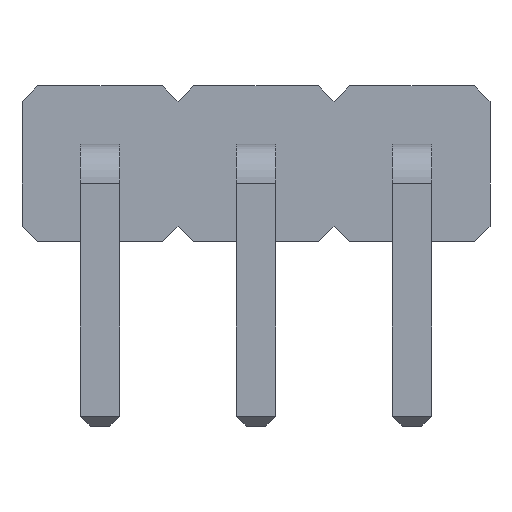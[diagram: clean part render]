
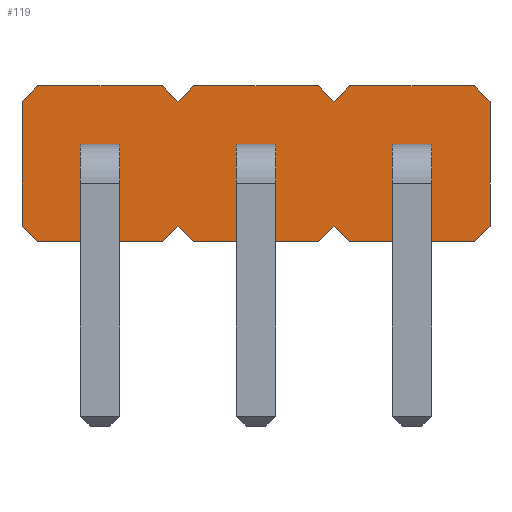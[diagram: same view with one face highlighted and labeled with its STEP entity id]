
A CAD part, left-side view. The second image highlights one B-rep face of the part: STEP entity #119.
In plain terms, the highlighted planar face has unit normal (-1, 0, 0).
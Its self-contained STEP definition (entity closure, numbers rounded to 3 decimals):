
#22 = VERTEX_POINT('',#23);
#23 = CARTESIAN_POINT('',(1.5,1.27,0.254));
#40 = VERTEX_POINT('',#41);
#41 = CARTESIAN_POINT('',(1.5,1.016,0.));
#47 = EDGE_CURVE('',#22,#40,#48,.T.);
#48 = LINE('',#49,#50);
#49 = CARTESIAN_POINT('',(1.5,1.27,0.254));
#50 = VECTOR('',#51,1.);
#51 = DIRECTION('',(0.,-0.707,-0.707));
#62 = VERTEX_POINT('',#63);
#63 = CARTESIAN_POINT('',(1.5,1.27,2.286));
#78 = EDGE_CURVE('',#62,#22,#79,.T.);
#79 = LINE('',#80,#81);
#80 = CARTESIAN_POINT('',(1.5,1.27,2.286));
#81 = VECTOR('',#82,1.);
#82 = DIRECTION('',(0.,0.,-1.));
#102 = VERTEX_POINT('',#103);
#103 = CARTESIAN_POINT('',(1.5,-1.016,0.));
#109 = EDGE_CURVE('',#40,#102,#110,.T.);
#110 = LINE('',#111,#112);
#111 = CARTESIAN_POINT('',(1.5,1.016,0.));
#112 = VECTOR('',#113,1.);
#113 = DIRECTION('',(0.,-1.,0.));
#119 = ADVANCED_FACE('',(#120,#259,#293,#327),#361,.F.);
#120 = FACE_BOUND('',#121,.F.);
#121 = EDGE_LOOP('',(#122,#123,#124,#132,#140,#148,#156,#164,#172,#180,
#188,#196,#204,#212,#220,#228,#236,#244,#252,#258));
#122 = ORIENTED_EDGE('',*,*,#47,.F.);
#123 = ORIENTED_EDGE('',*,*,#78,.F.);
#124 = ORIENTED_EDGE('',*,*,#125,.F.);
#125 = EDGE_CURVE('',#126,#62,#128,.T.);
#126 = VERTEX_POINT('',#127);
#127 = CARTESIAN_POINT('',(1.5,1.016,2.54));
#128 = LINE('',#129,#130);
#129 = CARTESIAN_POINT('',(1.5,1.016,2.54));
#130 = VECTOR('',#131,1.);
#131 = DIRECTION('',(0.,0.707,-0.707));
#132 = ORIENTED_EDGE('',*,*,#133,.F.);
#133 = EDGE_CURVE('',#134,#126,#136,.T.);
#134 = VERTEX_POINT('',#135);
#135 = CARTESIAN_POINT('',(1.5,-1.016,2.54));
#136 = LINE('',#137,#138);
#137 = CARTESIAN_POINT('',(1.5,-1.016,2.54));
#138 = VECTOR('',#139,1.);
#139 = DIRECTION('',(0.,1.,0.));
#140 = ORIENTED_EDGE('',*,*,#141,.F.);
#141 = EDGE_CURVE('',#142,#134,#144,.T.);
#142 = VERTEX_POINT('',#143);
#143 = CARTESIAN_POINT('',(1.5,-1.27,2.286));
#144 = LINE('',#145,#146);
#145 = CARTESIAN_POINT('',(1.5,-1.27,2.286));
#146 = VECTOR('',#147,1.);
#147 = DIRECTION('',(0.,0.707,0.707));
#148 = ORIENTED_EDGE('',*,*,#149,.F.);
#149 = EDGE_CURVE('',#150,#142,#152,.T.);
#150 = VERTEX_POINT('',#151);
#151 = CARTESIAN_POINT('',(1.5,-1.524,2.54));
#152 = LINE('',#153,#154);
#153 = CARTESIAN_POINT('',(1.5,-1.524,2.54));
#154 = VECTOR('',#155,1.);
#155 = DIRECTION('',(0.,0.707,-0.707));
#156 = ORIENTED_EDGE('',*,*,#157,.F.);
#157 = EDGE_CURVE('',#158,#150,#160,.T.);
#158 = VERTEX_POINT('',#159);
#159 = CARTESIAN_POINT('',(1.5,-3.556,2.54));
#160 = LINE('',#161,#162);
#161 = CARTESIAN_POINT('',(1.5,-3.556,2.54));
#162 = VECTOR('',#163,1.);
#163 = DIRECTION('',(0.,1.,0.));
#164 = ORIENTED_EDGE('',*,*,#165,.F.);
#165 = EDGE_CURVE('',#166,#158,#168,.T.);
#166 = VERTEX_POINT('',#167);
#167 = CARTESIAN_POINT('',(1.5,-3.81,2.286));
#168 = LINE('',#169,#170);
#169 = CARTESIAN_POINT('',(1.5,-3.81,2.286));
#170 = VECTOR('',#171,1.);
#171 = DIRECTION('',(0.,0.707,0.707));
#172 = ORIENTED_EDGE('',*,*,#173,.F.);
#173 = EDGE_CURVE('',#174,#166,#176,.T.);
#174 = VERTEX_POINT('',#175);
#175 = CARTESIAN_POINT('',(1.5,-4.064,2.54));
#176 = LINE('',#177,#178);
#177 = CARTESIAN_POINT('',(1.5,-4.064,2.54));
#178 = VECTOR('',#179,1.);
#179 = DIRECTION('',(0.,0.707,-0.707));
#180 = ORIENTED_EDGE('',*,*,#181,.F.);
#181 = EDGE_CURVE('',#182,#174,#184,.T.);
#182 = VERTEX_POINT('',#183);
#183 = CARTESIAN_POINT('',(1.5,-6.096,2.54));
#184 = LINE('',#185,#186);
#185 = CARTESIAN_POINT('',(1.5,-6.096,2.54));
#186 = VECTOR('',#187,1.);
#187 = DIRECTION('',(0.,1.,0.));
#188 = ORIENTED_EDGE('',*,*,#189,.F.);
#189 = EDGE_CURVE('',#190,#182,#192,.T.);
#190 = VERTEX_POINT('',#191);
#191 = CARTESIAN_POINT('',(1.5,-6.35,2.286));
#192 = LINE('',#193,#194);
#193 = CARTESIAN_POINT('',(1.5,-6.35,2.286));
#194 = VECTOR('',#195,1.);
#195 = DIRECTION('',(0.,0.707,0.707));
#196 = ORIENTED_EDGE('',*,*,#197,.F.);
#197 = EDGE_CURVE('',#198,#190,#200,.T.);
#198 = VERTEX_POINT('',#199);
#199 = CARTESIAN_POINT('',(1.5,-6.35,0.254));
#200 = LINE('',#201,#202);
#201 = CARTESIAN_POINT('',(1.5,-6.35,0.254));
#202 = VECTOR('',#203,1.);
#203 = DIRECTION('',(0.,0.,1.));
#204 = ORIENTED_EDGE('',*,*,#205,.F.);
#205 = EDGE_CURVE('',#206,#198,#208,.T.);
#206 = VERTEX_POINT('',#207);
#207 = CARTESIAN_POINT('',(1.5,-6.096,0.));
#208 = LINE('',#209,#210);
#209 = CARTESIAN_POINT('',(1.5,-6.096,0.));
#210 = VECTOR('',#211,1.);
#211 = DIRECTION('',(0.,-0.707,0.707));
#212 = ORIENTED_EDGE('',*,*,#213,.F.);
#213 = EDGE_CURVE('',#214,#206,#216,.T.);
#214 = VERTEX_POINT('',#215);
#215 = CARTESIAN_POINT('',(1.5,-4.064,0.));
#216 = LINE('',#217,#218);
#217 = CARTESIAN_POINT('',(1.5,-4.064,0.));
#218 = VECTOR('',#219,1.);
#219 = DIRECTION('',(0.,-1.,0.));
#220 = ORIENTED_EDGE('',*,*,#221,.F.);
#221 = EDGE_CURVE('',#222,#214,#224,.T.);
#222 = VERTEX_POINT('',#223);
#223 = CARTESIAN_POINT('',(1.5,-3.81,0.254));
#224 = LINE('',#225,#226);
#225 = CARTESIAN_POINT('',(1.5,-3.81,0.254));
#226 = VECTOR('',#227,1.);
#227 = DIRECTION('',(0.,-0.707,-0.707));
#228 = ORIENTED_EDGE('',*,*,#229,.F.);
#229 = EDGE_CURVE('',#230,#222,#232,.T.);
#230 = VERTEX_POINT('',#231);
#231 = CARTESIAN_POINT('',(1.5,-3.556,0.));
#232 = LINE('',#233,#234);
#233 = CARTESIAN_POINT('',(1.5,-3.556,0.));
#234 = VECTOR('',#235,1.);
#235 = DIRECTION('',(0.,-0.707,0.707));
#236 = ORIENTED_EDGE('',*,*,#237,.F.);
#237 = EDGE_CURVE('',#238,#230,#240,.T.);
#238 = VERTEX_POINT('',#239);
#239 = CARTESIAN_POINT('',(1.5,-1.524,0.));
#240 = LINE('',#241,#242);
#241 = CARTESIAN_POINT('',(1.5,-1.524,0.));
#242 = VECTOR('',#243,1.);
#243 = DIRECTION('',(0.,-1.,0.));
#244 = ORIENTED_EDGE('',*,*,#245,.F.);
#245 = EDGE_CURVE('',#246,#238,#248,.T.);
#246 = VERTEX_POINT('',#247);
#247 = CARTESIAN_POINT('',(1.5,-1.27,0.254));
#248 = LINE('',#249,#250);
#249 = CARTESIAN_POINT('',(1.5,-1.27,0.254));
#250 = VECTOR('',#251,1.);
#251 = DIRECTION('',(0.,-0.707,-0.707));
#252 = ORIENTED_EDGE('',*,*,#253,.F.);
#253 = EDGE_CURVE('',#102,#246,#254,.T.);
#254 = LINE('',#255,#256);
#255 = CARTESIAN_POINT('',(1.5,-1.016,0.));
#256 = VECTOR('',#257,1.);
#257 = DIRECTION('',(0.,-0.707,0.707));
#258 = ORIENTED_EDGE('',*,*,#109,.F.);
#259 = FACE_BOUND('',#260,.F.);
#260 = EDGE_LOOP('',(#261,#271,#279,#287));
#261 = ORIENTED_EDGE('',*,*,#262,.F.);
#262 = EDGE_CURVE('',#263,#265,#267,.T.);
#263 = VERTEX_POINT('',#264);
#264 = CARTESIAN_POINT('',(1.5,-2.86,1.59));
#265 = VERTEX_POINT('',#266);
#266 = CARTESIAN_POINT('',(1.5,-2.86,0.95));
#267 = LINE('',#268,#269);
#268 = CARTESIAN_POINT('',(1.5,-2.86,0.922));
#269 = VECTOR('',#270,1.);
#270 = DIRECTION('',(0.,0.,-1.));
#271 = ORIENTED_EDGE('',*,*,#272,.F.);
#272 = EDGE_CURVE('',#273,#263,#275,.T.);
#273 = VERTEX_POINT('',#274);
#274 = CARTESIAN_POINT('',(1.5,-2.22,1.59));
#275 = LINE('',#276,#277);
#276 = CARTESIAN_POINT('',(1.5,-0.475,1.59));
#277 = VECTOR('',#278,1.);
#278 = DIRECTION('',(0.,-1.,0.));
#279 = ORIENTED_EDGE('',*,*,#280,.T.);
#280 = EDGE_CURVE('',#273,#281,#283,.T.);
#281 = VERTEX_POINT('',#282);
#282 = CARTESIAN_POINT('',(1.5,-2.22,0.95));
#283 = LINE('',#284,#285);
#284 = CARTESIAN_POINT('',(1.5,-2.22,0.922));
#285 = VECTOR('',#286,1.);
#286 = DIRECTION('',(0.,0.,-1.));
#287 = ORIENTED_EDGE('',*,*,#288,.F.);
#288 = EDGE_CURVE('',#265,#281,#289,.T.);
#289 = LINE('',#290,#291);
#290 = CARTESIAN_POINT('',(1.5,-0.475,0.95));
#291 = VECTOR('',#292,1.);
#292 = DIRECTION('',(0.,1.,0.));
#293 = FACE_BOUND('',#294,.F.);
#294 = EDGE_LOOP('',(#295,#305,#313,#321));
#295 = ORIENTED_EDGE('',*,*,#296,.F.);
#296 = EDGE_CURVE('',#297,#299,#301,.T.);
#297 = VERTEX_POINT('',#298);
#298 = CARTESIAN_POINT('',(1.5,-4.76,1.59));
#299 = VERTEX_POINT('',#300);
#300 = CARTESIAN_POINT('',(1.5,-5.4,1.59));
#301 = LINE('',#302,#303);
#302 = CARTESIAN_POINT('',(1.5,-1.745,1.59));
#303 = VECTOR('',#304,1.);
#304 = DIRECTION('',(0.,-1.,0.));
#305 = ORIENTED_EDGE('',*,*,#306,.T.);
#306 = EDGE_CURVE('',#297,#307,#309,.T.);
#307 = VERTEX_POINT('',#308);
#308 = CARTESIAN_POINT('',(1.5,-4.76,0.95));
#309 = LINE('',#310,#311);
#310 = CARTESIAN_POINT('',(1.5,-4.76,0.922));
#311 = VECTOR('',#312,1.);
#312 = DIRECTION('',(0.,0.,-1.));
#313 = ORIENTED_EDGE('',*,*,#314,.F.);
#314 = EDGE_CURVE('',#315,#307,#317,.T.);
#315 = VERTEX_POINT('',#316);
#316 = CARTESIAN_POINT('',(1.5,-5.4,0.95));
#317 = LINE('',#318,#319);
#318 = CARTESIAN_POINT('',(1.5,-1.745,0.95));
#319 = VECTOR('',#320,1.);
#320 = DIRECTION('',(0.,1.,0.));
#321 = ORIENTED_EDGE('',*,*,#322,.F.);
#322 = EDGE_CURVE('',#299,#315,#323,.T.);
#323 = LINE('',#324,#325);
#324 = CARTESIAN_POINT('',(1.5,-5.4,0.922));
#325 = VECTOR('',#326,1.);
#326 = DIRECTION('',(0.,0.,-1.));
#327 = FACE_BOUND('',#328,.F.);
#328 = EDGE_LOOP('',(#329,#339,#347,#355));
#329 = ORIENTED_EDGE('',*,*,#330,.F.);
#330 = EDGE_CURVE('',#331,#333,#335,.T.);
#331 = VERTEX_POINT('',#332);
#332 = CARTESIAN_POINT('',(1.5,-0.32,1.59));
#333 = VERTEX_POINT('',#334);
#334 = CARTESIAN_POINT('',(1.5,-0.32,0.95));
#335 = LINE('',#336,#337);
#336 = CARTESIAN_POINT('',(1.5,-0.32,0.922));
#337 = VECTOR('',#338,1.);
#338 = DIRECTION('',(0.,0.,-1.));
#339 = ORIENTED_EDGE('',*,*,#340,.F.);
#340 = EDGE_CURVE('',#341,#331,#343,.T.);
#341 = VERTEX_POINT('',#342);
#342 = CARTESIAN_POINT('',(1.5,0.32,1.59));
#343 = LINE('',#344,#345);
#344 = CARTESIAN_POINT('',(1.5,0.795,1.59));
#345 = VECTOR('',#346,1.);
#346 = DIRECTION('',(0.,-1.,0.));
#347 = ORIENTED_EDGE('',*,*,#348,.T.);
#348 = EDGE_CURVE('',#341,#349,#351,.T.);
#349 = VERTEX_POINT('',#350);
#350 = CARTESIAN_POINT('',(1.5,0.32,0.95));
#351 = LINE('',#352,#353);
#352 = CARTESIAN_POINT('',(1.5,0.32,0.922));
#353 = VECTOR('',#354,1.);
#354 = DIRECTION('',(0.,0.,-1.));
#355 = ORIENTED_EDGE('',*,*,#356,.F.);
#356 = EDGE_CURVE('',#333,#349,#357,.T.);
#357 = LINE('',#358,#359);
#358 = CARTESIAN_POINT('',(1.5,0.795,0.95));
#359 = VECTOR('',#360,1.);
#360 = DIRECTION('',(0.,1.,0.));
#361 = PLANE('',#362);
#362 = AXIS2_PLACEMENT_3D('',#363,#364,#365);
#363 = CARTESIAN_POINT('',(1.5,1.27,0.254));
#364 = DIRECTION('',(1.,0.,0.));
#365 = DIRECTION('',(0.,0.,1.));
